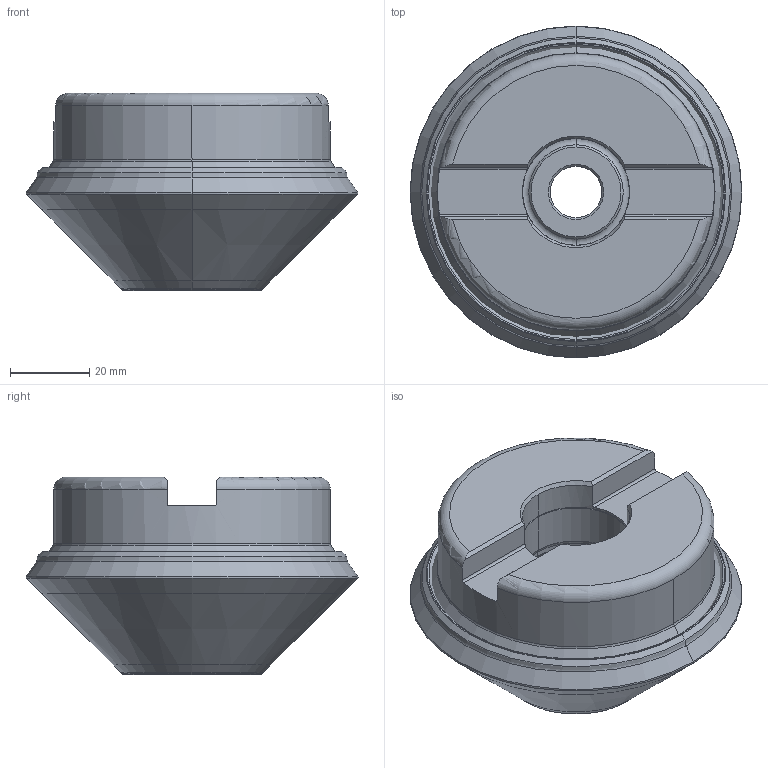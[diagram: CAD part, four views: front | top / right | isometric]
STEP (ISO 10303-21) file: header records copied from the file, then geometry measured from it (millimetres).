
FILE_DESCRIPTION((''),'2;1');
FILE_NAME('22N3C035050F2R00','2020-05-19T',('ruebsamenm'),(''),'CREO PARAMETRIC BY PTC INC, 2017020','CREO PARAMETRIC BY PTC INC, 2017020','');
FILE_SCHEMA(('AUTOMOTIVE_DESIGN { 1 0 10303 214 1 1 1 1 }'));
Length unit declared in the file: millimetre
Products named in the file (3): NOCUT; CUT; 22N3C035050F2R00
Assembly tree (2 placements, depth 2):
  22N3C035050F2R00
    NOCUT
    CUT
Bounding box: 83.98 x 83.99 x 50 mm (x, y, z)
Volume: 192483 mm3; surface area: 35004.5 mm2
Topology: 2 solids, 2 shells, 108 faces, 238 edges, 134 vertices
Faces by surface type: revolution 32, torus 22, cone 20, cylinder 18, plane 16
Entity records: 5989 total; most frequent: CARTESIAN_POINT 2618, DIRECTION 540, ORIENTED_EDGE 476, PRESENTATION_STYLE_ASSIGNMENT 254, STYLED_ITEM 254, CURVE_STYLE 252, EDGE_CURVE 238, AXIS2_PLACEMENT_3D 225
